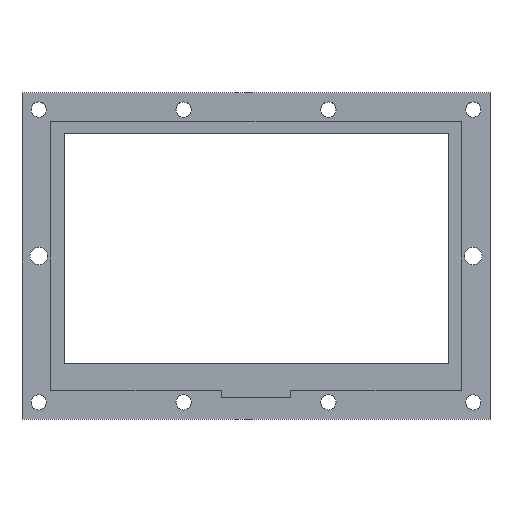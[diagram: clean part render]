
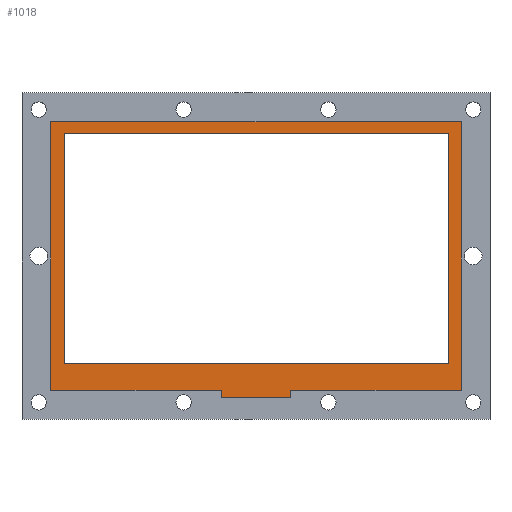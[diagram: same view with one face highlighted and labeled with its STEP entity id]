
A CAD part, top view. The second image highlights one B-rep face of the part: STEP entity #1018.
In plain terms, the highlighted planar face has unit normal (0, 0, 1).
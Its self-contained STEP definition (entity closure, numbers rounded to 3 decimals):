
#60 = DIRECTION ( 'NONE',  ( 1., 0., 0. ) ) ;
#61 = VECTOR ( 'NONE', #806, 1000. ) ;
#64 = ORIENTED_EDGE ( 'NONE', *, *, #302, .F. ) ;
#81 = VERTEX_POINT ( 'NONE', #844 ) ;
#97 = VERTEX_POINT ( 'NONE', #624 ) ;
#120 = VECTOR ( 'NONE', #1333, 1000. ) ;
#124 = VERTEX_POINT ( 'NONE', #1135 ) ;
#165 = LINE ( 'NONE', #784, #310 ) ;
#173 = DIRECTION ( 'NONE',  ( 0., 1., 0. ) ) ;
#188 = VECTOR ( 'NONE', #243, 1000. ) ;
#200 = ORIENTED_EDGE ( 'NONE', *, *, #235, .T. ) ;
#232 = EDGE_CURVE ( 'NONE', #1154, #1224, #992, .T. ) ;
#235 = EDGE_CURVE ( 'NONE', #81, #1185, #1274, .T. ) ;
#239 = EDGE_LOOP ( 'NONE', ( #717, #778, #804, #264, #1249, #656, #327, #200 ) ) ;
#243 = DIRECTION ( 'NONE',  ( 0., 1., 0. ) ) ;
#246 = VECTOR ( 'NONE', #347, 1000. ) ;
#263 = DIRECTION ( 'NONE',  ( -1., 0., 0. ) ) ;
#264 = ORIENTED_EDGE ( 'NONE', *, *, #1117, .T. ) ;
#285 = EDGE_LOOP ( 'NONE', ( #1147, #1196, #64, #1303 ) ) ;
#296 = EDGE_CURVE ( 'NONE', #1297, #124, #165, .T. ) ;
#302 = EDGE_CURVE ( 'NONE', #124, #398, #1198, .T. ) ;
#310 = VECTOR ( 'NONE', #173, 1000. ) ;
#321 = CARTESIAN_POINT ( 'NONE',  ( 85.5, -56., 0. ) ) ;
#327 = ORIENTED_EDGE ( 'NONE', *, *, #945, .T. ) ;
#341 = DIRECTION ( 'NONE',  ( 0., 1., 0. ) ) ;
#347 = DIRECTION ( 'NONE',  ( -1., 0., 0. ) ) ;
#374 = EDGE_CURVE ( 'NONE', #1297, #690, #1120, .T. ) ;
#382 = CARTESIAN_POINT ( 'NONE',  ( 80., -45., 0. ) ) ;
#392 = CARTESIAN_POINT ( 'NONE',  ( 0., 0., 0. ) ) ;
#398 = VERTEX_POINT ( 'NONE', #698 ) ;
#409 = EDGE_CURVE ( 'NONE', #815, #1185, #1110, .T. ) ;
#441 = LINE ( 'NONE', #1259, #703 ) ;
#478 = CARTESIAN_POINT ( 'NONE',  ( 0., -59., 0. ) ) ;
#486 = FACE_OUTER_BOUND ( 'NONE', #239, .T. ) ;
#513 = VERTEX_POINT ( 'NONE', #1252 ) ;
#544 = CARTESIAN_POINT ( 'NONE',  ( 0., 56., 0. ) ) ;
#561 = EDGE_CURVE ( 'NONE', #513, #97, #441, .T. ) ;
#572 = CARTESIAN_POINT ( 'NONE',  ( -80., 0., 0. ) ) ;
#584 = DIRECTION ( 'NONE',  ( 0., -1., 0. ) ) ;
#589 = FACE_BOUND ( 'NONE', #285, .T. ) ;
#623 = DIRECTION ( 'NONE',  ( 0., 0., 1. ) ) ;
#624 = CARTESIAN_POINT ( 'NONE',  ( -85.5, 56., 0. ) ) ;
#631 = EDGE_CURVE ( 'NONE', #690, #398, #1273, .T. ) ;
#638 = VECTOR ( 'NONE', #263, 1000. ) ;
#656 = ORIENTED_EDGE ( 'NONE', *, *, #1148, .F. ) ;
#660 = DIRECTION ( 'NONE',  ( -1., 0., 0. ) ) ;
#679 = DIRECTION ( 'NONE',  ( -1., 0., 0. ) ) ;
#690 = VERTEX_POINT ( 'NONE', #858 ) ;
#698 = CARTESIAN_POINT ( 'NONE',  ( -80., 51., 0. ) ) ;
#703 = VECTOR ( 'NONE', #341, 1000. ) ;
#717 = ORIENTED_EDGE ( 'NONE', *, *, #409, .F. ) ;
#767 = VECTOR ( 'NONE', #660, 1000. ) ;
#778 = ORIENTED_EDGE ( 'NONE', *, *, #931, .F. ) ;
#781 = DIRECTION ( 'NONE',  ( 0., 1., 0. ) ) ;
#784 = CARTESIAN_POINT ( 'NONE',  ( 80., 0., 0. ) ) ;
#797 = CARTESIAN_POINT ( 'NONE',  ( 14.5, 0., 0. ) ) ;
#804 = ORIENTED_EDGE ( 'NONE', *, *, #232, .T. ) ;
#806 = DIRECTION ( 'NONE',  ( 0., -1., 0. ) ) ;
#815 = VERTEX_POINT ( 'NONE', #856 ) ;
#821 = PLANE ( 'NONE',  #1127 ) ;
#844 = CARTESIAN_POINT ( 'NONE',  ( -14.5, -59., 0. ) ) ;
#856 = CARTESIAN_POINT ( 'NONE',  ( 14.5, -56., 0. ) ) ;
#858 = CARTESIAN_POINT ( 'NONE',  ( -80., -45., 0. ) ) ;
#862 = CARTESIAN_POINT ( 'NONE',  ( -14.5, 0., 0. ) ) ;
#931 = EDGE_CURVE ( 'NONE', #1154, #815, #1272, .T. ) ;
#939 = VECTOR ( 'NONE', #781, 1000. ) ;
#945 = EDGE_CURVE ( 'NONE', #979, #81, #1179, .T. ) ;
#979 = VERTEX_POINT ( 'NONE', #1124 ) ;
#992 = LINE ( 'NONE', #1089, #188 ) ;
#994 = CARTESIAN_POINT ( 'NONE',  ( 0., -56., 0. ) ) ;
#998 = CARTESIAN_POINT ( 'NONE',  ( 0., -45., 0. ) ) ;
#1018 = ADVANCED_FACE ( 'NONE', ( #589, #486 ), #821, .T. ) ;
#1060 = CARTESIAN_POINT ( 'NONE',  ( 14.5, -59., 0. ) ) ;
#1089 = CARTESIAN_POINT ( 'NONE',  ( 85.5, 0., 0. ) ) ;
#1099 = CARTESIAN_POINT ( 'NONE',  ( 85.5, 56., 0. ) ) ;
#1110 = LINE ( 'NONE', #797, #61 ) ;
#1117 = EDGE_CURVE ( 'NONE', #1224, #97, #1160, .T. ) ;
#1120 = LINE ( 'NONE', #998, #120 ) ;
#1124 = CARTESIAN_POINT ( 'NONE',  ( -14.5, -56., 0. ) ) ;
#1127 = AXIS2_PLACEMENT_3D ( 'NONE', #392, #623, #1134 ) ;
#1134 = DIRECTION ( 'NONE',  ( 1., 0., 0. ) ) ;
#1135 = CARTESIAN_POINT ( 'NONE',  ( 80., 51., 0. ) ) ;
#1147 = ORIENTED_EDGE ( 'NONE', *, *, #374, .T. ) ;
#1148 = EDGE_CURVE ( 'NONE', #979, #513, #1174, .T. ) ;
#1154 = VERTEX_POINT ( 'NONE', #321 ) ;
#1160 = LINE ( 'NONE', #544, #246 ) ;
#1167 = CARTESIAN_POINT ( 'NONE',  ( 0., -56., 0. ) ) ;
#1172 = VECTOR ( 'NONE', #584, 1000. ) ;
#1174 = LINE ( 'NONE', #1167, #767 ) ;
#1179 = LINE ( 'NONE', #862, #1172 ) ;
#1185 = VERTEX_POINT ( 'NONE', #1060 ) ;
#1190 = CARTESIAN_POINT ( 'NONE',  ( 0., 51., 0. ) ) ;
#1196 = ORIENTED_EDGE ( 'NONE', *, *, #631, .T. ) ;
#1198 = LINE ( 'NONE', #1190, #638 ) ;
#1199 = VECTOR ( 'NONE', #679, 1000. ) ;
#1220 = VECTOR ( 'NONE', #60, 1000. ) ;
#1224 = VERTEX_POINT ( 'NONE', #1099 ) ;
#1249 = ORIENTED_EDGE ( 'NONE', *, *, #561, .F. ) ;
#1252 = CARTESIAN_POINT ( 'NONE',  ( -85.5, -56., 0. ) ) ;
#1259 = CARTESIAN_POINT ( 'NONE',  ( -85.5, 0., 0. ) ) ;
#1272 = LINE ( 'NONE', #994, #1199 ) ;
#1273 = LINE ( 'NONE', #572, #939 ) ;
#1274 = LINE ( 'NONE', #478, #1220 ) ;
#1297 = VERTEX_POINT ( 'NONE', #382 ) ;
#1303 = ORIENTED_EDGE ( 'NONE', *, *, #296, .F. ) ;
#1333 = DIRECTION ( 'NONE',  ( -1., 0., 0. ) ) ;
